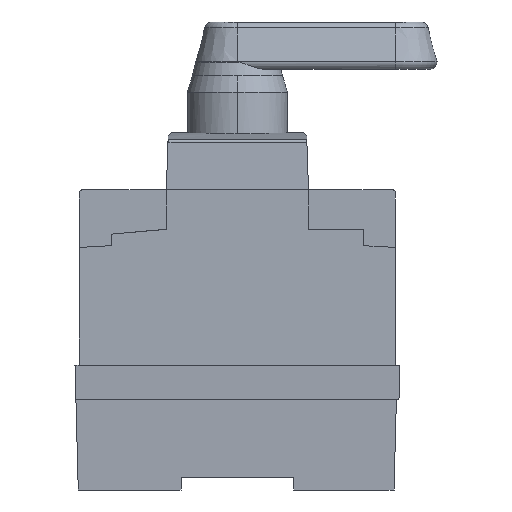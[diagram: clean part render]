
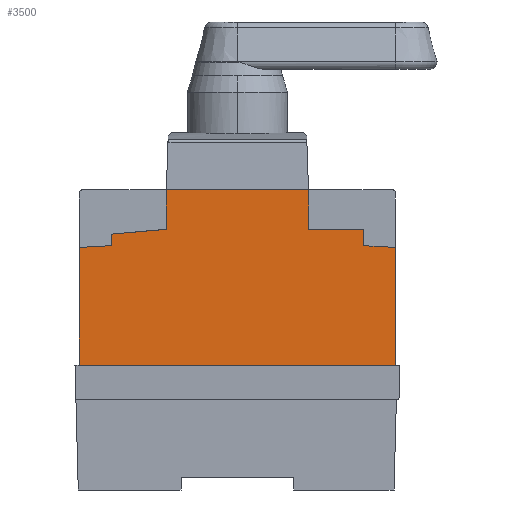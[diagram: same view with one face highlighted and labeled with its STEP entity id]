
A CAD part, left-side view. The second image highlights one B-rep face of the part: STEP entity #3500.
In plain terms, the highlighted planar face has unit normal (-1, 0, 0).
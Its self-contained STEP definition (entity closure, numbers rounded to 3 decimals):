
#321=DIRECTION('',(0.,0.,1.));
#322=VECTOR('',#321,37.276);
#323=CARTESIAN_POINT('',(-115.,-50.,7.5));
#324=LINE('',#323,#322);
#377=DIRECTION('',(0.,-1.,0.));
#378=VECTOR('',#377,17.5);
#379=CARTESIAN_POINT('',(-115.,-22.5,50.5));
#380=LINE('',#379,#378);
#381=DIRECTION('',(0.,-0.999,-0.052));
#382=VECTOR('',#381,10.014);
#383=CARTESIAN_POINT('',(-115.,-40.,45.3));
#384=LINE('',#383,#382);
#385=DIRECTION('',(0.,1.,0.));
#386=VECTOR('',#385,100.);
#387=CARTESIAN_POINT('',(-115.,-50.,7.5));
#388=LINE('',#387,#386);
#389=DIRECTION('',(0.,-0.999,0.052));
#390=VECTOR('',#389,10.014);
#391=CARTESIAN_POINT('',(-115.,50.,44.776));
#392=LINE('',#391,#390);
#393=DIRECTION('',(0.,-0.996,0.087));
#394=VECTOR('',#393,17.567);
#395=CARTESIAN_POINT('',(-115.,40.,48.969));
#396=LINE('',#395,#394);
#397=DIRECTION('',(0.,0.,1.));
#398=VECTOR('',#397,12.5);
#399=CARTESIAN_POINT('',(-115.,22.5,50.5));
#400=LINE('',#399,#398);
#401=DIRECTION('',(0.,-1.,0.));
#402=VECTOR('',#401,45.);
#403=CARTESIAN_POINT('',(-115.,22.5,63.));
#404=LINE('',#403,#402);
#409=DIRECTION('',(0.,0.,1.));
#410=VECTOR('',#409,12.5);
#411=CARTESIAN_POINT('',(-115.,-22.5,50.5));
#412=LINE('',#411,#410);
#624=DIRECTION('',(0.,0.,-1.));
#625=VECTOR('',#624,37.276);
#626=CARTESIAN_POINT('',(-115.,50.,44.776));
#627=LINE('',#626,#625);
#944=DIRECTION('',(0.,0.,1.));
#945=VECTOR('',#944,5.2);
#946=CARTESIAN_POINT('',(-115.,-40.,45.3));
#947=LINE('',#946,#945);
#2386=DIRECTION('',(0.,0.,-1.));
#2387=VECTOR('',#2386,3.669);
#2388=CARTESIAN_POINT('',(-115.,40.,48.969));
#2389=LINE('',#2388,#2387);
#2758=CARTESIAN_POINT('',(-115.,-50.,7.5));
#2760=VERTEX_POINT('',#2758);
#2771=CARTESIAN_POINT('',(-115.,50.,7.5));
#2772=VERTEX_POINT('',#2771);
#2827=CARTESIAN_POINT('',(-115.,-50.,44.776));
#2828=VERTEX_POINT('',#2827);
#2873=CARTESIAN_POINT('',(-115.,-40.,45.3));
#2874=VERTEX_POINT('',#2873);
#2877=CARTESIAN_POINT('',(-115.,-22.5,50.5));
#2878=CARTESIAN_POINT('',(-115.,-22.5,63.));
#2879=VERTEX_POINT('',#2877);
#2880=VERTEX_POINT('',#2878);
#2881=CARTESIAN_POINT('',(-115.,-40.,50.5));
#2882=VERTEX_POINT('',#2881);
#2883=CARTESIAN_POINT('',(-115.,50.,44.776));
#2884=VERTEX_POINT('',#2883);
#2885=CARTESIAN_POINT('',(-115.,40.,45.3));
#2886=VERTEX_POINT('',#2885);
#2887=CARTESIAN_POINT('',(-115.,40.,48.969));
#2888=VERTEX_POINT('',#2887);
#2889=CARTESIAN_POINT('',(-115.,22.5,50.5));
#2890=VERTEX_POINT('',#2889);
#2891=CARTESIAN_POINT('',(-115.,22.5,63.));
#2892=VERTEX_POINT('',#2891);
#3472=CARTESIAN_POINT('',(-115.,-68.15,7.5));
#3473=DIRECTION('',(-1.,0.,0.));
#3474=DIRECTION('',(0.,0.,1.));
#3475=AXIS2_PLACEMENT_3D('',#3472,#3473,#3474);
#3476=PLANE('',#3475);
#3478=ORIENTED_EDGE('',*,*,#3477,.F.);
#3480=ORIENTED_EDGE('',*,*,#3479,.T.);
#3482=ORIENTED_EDGE('',*,*,#3481,.F.);
#3483=ORIENTED_EDGE('',*,*,#3441,.T.);
#3484=ORIENTED_EDGE('',*,*,#3400,.F.);
#3485=ORIENTED_EDGE('',*,*,#3375,.T.);
#3487=ORIENTED_EDGE('',*,*,#3486,.F.);
#3489=ORIENTED_EDGE('',*,*,#3488,.T.);
#3491=ORIENTED_EDGE('',*,*,#3490,.F.);
#3493=ORIENTED_EDGE('',*,*,#3492,.T.);
#3495=ORIENTED_EDGE('',*,*,#3494,.T.);
#3497=ORIENTED_EDGE('',*,*,#3496,.T.);
#3498=EDGE_LOOP('',(#3478,#3480,#3482,#3483,#3484,#3485,#3487,#3489,#3491,#3493,
#3495,#3497));
#3499=FACE_OUTER_BOUND('',#3498,.F.);
#3375=EDGE_CURVE('',#2760,#2772,#388,.T.);
#3400=EDGE_CURVE('',#2760,#2828,#324,.T.);
#3441=EDGE_CURVE('',#2874,#2828,#384,.T.);
#3477=EDGE_CURVE('',#2879,#2880,#412,.T.);
#3479=EDGE_CURVE('',#2879,#2882,#380,.T.);
#3481=EDGE_CURVE('',#2874,#2882,#947,.T.);
#3486=EDGE_CURVE('',#2884,#2772,#627,.T.);
#3488=EDGE_CURVE('',#2884,#2886,#392,.T.);
#3490=EDGE_CURVE('',#2888,#2886,#2389,.T.);
#3492=EDGE_CURVE('',#2888,#2890,#396,.T.);
#3494=EDGE_CURVE('',#2890,#2892,#400,.T.);
#3496=EDGE_CURVE('',#2892,#2880,#404,.T.);
#3500=ADVANCED_FACE('',(#3499),#3476,.T.);
